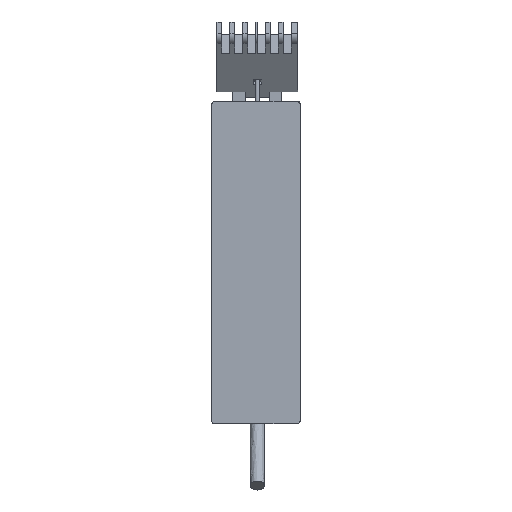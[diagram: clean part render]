
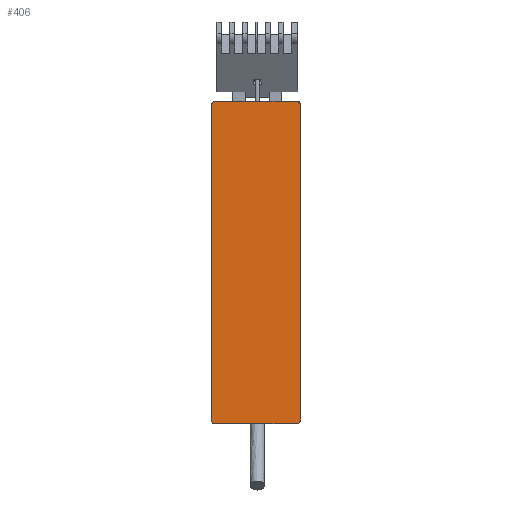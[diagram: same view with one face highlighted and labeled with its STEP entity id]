
A CAD part, front view. The second image highlights one B-rep face of the part: STEP entity #406.
In plain terms, the highlighted free-form (B-spline) face has degree [1, 1] with [2, 2] control points.
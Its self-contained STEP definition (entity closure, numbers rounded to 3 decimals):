
#166 = VERTEX_POINT('',#167);
#167 = CARTESIAN_POINT('',(-252.312,-441.324,
    318.594));
#174 = EDGE_CURVE('',#166,#175,#177,.T.);
#175 = VERTEX_POINT('',#176);
#176 = CARTESIAN_POINT('',(-260.923,-441.293,
    309.983));
#177 = B_SPLINE_CURVE_WITH_KNOTS('',3,(#178,#179,#180,#181,#182,#183,
    #184,#185,#186,#187,#188,#189,#190,#191,#192,#193,#194,#195),
  .UNSPECIFIED.,.F.,.F.,(4,2,2,2,2,2,2,2,4),(0.,0.196,
    0.393,0.589,0.785,0.982,
    1.178,1.374,1.571),.UNSPECIFIED.);
#178 = CARTESIAN_POINT('',(-252.312,-441.324,
    318.594));
#179 = CARTESIAN_POINT('',(-252.877,-441.322,
    318.594));
#180 = CARTESIAN_POINT('',(-253.437,-441.32,
    318.538));
#181 = CARTESIAN_POINT('',(-254.546,-441.316,
    318.318));
#182 = CARTESIAN_POINT('',(-255.085,-441.314,
    318.154));
#183 = CARTESIAN_POINT('',(-256.129,-441.31,
    317.722));
#184 = CARTESIAN_POINT('',(-256.626,-441.308,
    317.456));
#185 = CARTESIAN_POINT('',(-257.566,-441.305,
    316.828));
#186 = CARTESIAN_POINT('',(-258.001,-441.303,
    316.471));
#187 = CARTESIAN_POINT('',(-258.8,-441.3,
    315.672));
#188 = CARTESIAN_POINT('',(-259.157,-441.299,
    315.237));
#189 = CARTESIAN_POINT('',(-259.786,-441.297,
    314.297));
#190 = CARTESIAN_POINT('',(-260.051,-441.296,
    313.8));
#191 = CARTESIAN_POINT('',(-260.483,-441.294,
    312.756));
#192 = CARTESIAN_POINT('',(-260.647,-441.294,
    312.217));
#193 = CARTESIAN_POINT('',(-260.867,-441.293,
    311.108));
#194 = CARTESIAN_POINT('',(-260.923,-441.293,
    310.548));
#195 = CARTESIAN_POINT('',(-260.923,-441.293,
    309.983));
#299 = VERTEX_POINT('',#300);
#300 = CARTESIAN_POINT('',(-260.923,-441.293,
    -361.647));
#305 = EDGE_CURVE('',#299,#175,#306,.T.);
#306 = B_SPLINE_CURVE_WITH_KNOTS('',1,(#307,#308),.UNSPECIFIED.,.F.,.F.,
  (2,2),(0.,1.),.PIECEWISE_BEZIER_KNOTS.);
#307 = CARTESIAN_POINT('',(-260.923,-441.293,
    -361.647));
#308 = CARTESIAN_POINT('',(-260.923,-441.293,
    309.983));
#406 = ADVANCED_FACE('',(#407),#499,.T.);
#407 = FACE_BOUND('',#408,.T.);
#408 = EDGE_LOOP('',(#409,#410,#433,#440,#463,#470,#493,#498));
#409 = ORIENTED_EDGE('',*,*,#305,.F.);
#410 = ORIENTED_EDGE('',*,*,#411,.T.);
#411 = EDGE_CURVE('',#299,#412,#414,.T.);
#412 = VERTEX_POINT('',#413);
#413 = CARTESIAN_POINT('',(-252.312,-441.324,
    -370.257));
#414 = B_SPLINE_CURVE_WITH_KNOTS('',3,(#415,#416,#417,#418,#419,#420,
    #421,#422,#423,#424,#425,#426,#427,#428,#429,#430,#431,#432),
  .UNSPECIFIED.,.F.,.F.,(4,2,2,2,2,2,2,2,4),(0.,0.196,
    0.393,0.589,0.785,0.982,
    1.178,1.374,1.571),.UNSPECIFIED.);
#415 = CARTESIAN_POINT('',(-260.923,-441.293,
    -361.647));
#416 = CARTESIAN_POINT('',(-260.923,-441.293,
    -362.212));
#417 = CARTESIAN_POINT('',(-260.867,-441.293,
    -362.772));
#418 = CARTESIAN_POINT('',(-260.647,-441.294,
    -363.881));
#419 = CARTESIAN_POINT('',(-260.483,-441.294,
    -364.42));
#420 = CARTESIAN_POINT('',(-260.051,-441.296,
    -365.464));
#421 = CARTESIAN_POINT('',(-259.786,-441.297,
    -365.96));
#422 = CARTESIAN_POINT('',(-259.157,-441.299,
    -366.901));
#423 = CARTESIAN_POINT('',(-258.8,-441.3,
    -367.336));
#424 = CARTESIAN_POINT('',(-258.001,-441.303,-368.135
    ));
#425 = CARTESIAN_POINT('',(-257.566,-441.305,
    -368.492));
#426 = CARTESIAN_POINT('',(-256.626,-441.308,
    -369.12));
#427 = CARTESIAN_POINT('',(-256.129,-441.31,
    -369.386));
#428 = CARTESIAN_POINT('',(-255.085,-441.314,
    -369.818));
#429 = CARTESIAN_POINT('',(-254.546,-441.316,
    -369.982));
#430 = CARTESIAN_POINT('',(-253.437,-441.32,
    -370.202));
#431 = CARTESIAN_POINT('',(-252.877,-441.322,
    -370.257));
#432 = CARTESIAN_POINT('',(-252.312,-441.324,
    -370.257));
#433 = ORIENTED_EDGE('',*,*,#434,.T.);
#434 = EDGE_CURVE('',#412,#435,#437,.T.);
#435 = VERTEX_POINT('',#436);
#436 = CARTESIAN_POINT('',(-80.1,-441.953,
    -370.257));
#437 = B_SPLINE_CURVE_WITH_KNOTS('',1,(#438,#439),.UNSPECIFIED.,.F.,.F.,
  (2,2),(0.,1.),.PIECEWISE_BEZIER_KNOTS.);
#438 = CARTESIAN_POINT('',(-252.312,-441.324,
    -370.257));
#439 = CARTESIAN_POINT('',(-80.1,-441.953,
    -370.257));
#440 = ORIENTED_EDGE('',*,*,#441,.T.);
#441 = EDGE_CURVE('',#435,#442,#444,.T.);
#442 = VERTEX_POINT('',#443);
#443 = CARTESIAN_POINT('',(-71.49,-441.985,
    -361.647));
#444 = B_SPLINE_CURVE_WITH_KNOTS('',3,(#445,#446,#447,#448,#449,#450,
    #451,#452,#453,#454,#455,#456,#457,#458,#459,#460,#461,#462),
  .UNSPECIFIED.,.F.,.F.,(4,2,2,2,2,2,2,2,4),(0.,0.196,
    0.393,0.589,0.785,0.982,
    1.178,1.374,1.571),.UNSPECIFIED.);
#445 = CARTESIAN_POINT('',(-80.1,-441.953,
    -370.257));
#446 = CARTESIAN_POINT('',(-79.535,-441.955,
    -370.257));
#447 = CARTESIAN_POINT('',(-78.975,-441.957,
    -370.202));
#448 = CARTESIAN_POINT('',(-77.866,-441.962,
    -369.982));
#449 = CARTESIAN_POINT('',(-77.328,-441.963,
    -369.818));
#450 = CARTESIAN_POINT('',(-76.283,-441.967,
    -369.386));
#451 = CARTESIAN_POINT('',(-75.787,-441.969,
    -369.12));
#452 = CARTESIAN_POINT('',(-74.847,-441.973,
    -368.492));
#453 = CARTESIAN_POINT('',(-74.412,-441.974,
    -368.135));
#454 = CARTESIAN_POINT('',(-73.612,-441.977,
    -367.336));
#455 = CARTESIAN_POINT('',(-73.255,-441.978,
    -366.901));
#456 = CARTESIAN_POINT('',(-72.627,-441.981,
    -365.96));
#457 = CARTESIAN_POINT('',(-72.362,-441.982,
    -365.464));
#458 = CARTESIAN_POINT('',(-71.929,-441.983,
    -364.42));
#459 = CARTESIAN_POINT('',(-71.766,-441.984,
    -363.881));
#460 = CARTESIAN_POINT('',(-71.545,-441.985,
    -362.772));
#461 = CARTESIAN_POINT('',(-71.49,-441.985,
    -362.212));
#462 = CARTESIAN_POINT('',(-71.49,-441.985,
    -361.647));
#463 = ORIENTED_EDGE('',*,*,#464,.T.);
#464 = EDGE_CURVE('',#442,#465,#467,.T.);
#465 = VERTEX_POINT('',#466);
#466 = CARTESIAN_POINT('',(-71.49,-441.985,
    309.983));
#467 = B_SPLINE_CURVE_WITH_KNOTS('',1,(#468,#469),.UNSPECIFIED.,.F.,.F.,
  (2,2),(0.,1.),.PIECEWISE_BEZIER_KNOTS.);
#468 = CARTESIAN_POINT('',(-71.49,-441.985,
    -361.647));
#469 = CARTESIAN_POINT('',(-71.49,-441.985,
    309.983));
#470 = ORIENTED_EDGE('',*,*,#471,.T.);
#471 = EDGE_CURVE('',#465,#472,#474,.T.);
#472 = VERTEX_POINT('',#473);
#473 = CARTESIAN_POINT('',(-80.1,-441.953,
    318.594));
#474 = B_SPLINE_CURVE_WITH_KNOTS('',3,(#475,#476,#477,#478,#479,#480,
    #481,#482,#483,#484,#485,#486,#487,#488,#489,#490,#491,#492),
  .UNSPECIFIED.,.F.,.F.,(4,2,2,2,2,2,2,2,4),(0.,0.196,
    0.393,0.589,0.785,0.982,
    1.178,1.374,1.571),.UNSPECIFIED.);
#475 = CARTESIAN_POINT('',(-71.49,-441.985,
    309.983));
#476 = CARTESIAN_POINT('',(-71.49,-441.985,
    310.548));
#477 = CARTESIAN_POINT('',(-71.545,-441.985,
    311.108));
#478 = CARTESIAN_POINT('',(-71.766,-441.984,
    312.217));
#479 = CARTESIAN_POINT('',(-71.929,-441.983,
    312.756));
#480 = CARTESIAN_POINT('',(-72.362,-441.982,
    313.8));
#481 = CARTESIAN_POINT('',(-72.627,-441.981,
    314.297));
#482 = CARTESIAN_POINT('',(-73.255,-441.978,
    315.237));
#483 = CARTESIAN_POINT('',(-73.612,-441.977,
    315.672));
#484 = CARTESIAN_POINT('',(-74.412,-441.974,
    316.471));
#485 = CARTESIAN_POINT('',(-74.847,-441.973,
    316.828));
#486 = CARTESIAN_POINT('',(-75.787,-441.969,
    317.456));
#487 = CARTESIAN_POINT('',(-76.283,-441.967,
    317.722));
#488 = CARTESIAN_POINT('',(-77.328,-441.963,
    318.154));
#489 = CARTESIAN_POINT('',(-77.866,-441.962,
    318.318));
#490 = CARTESIAN_POINT('',(-78.975,-441.957,
    318.538));
#491 = CARTESIAN_POINT('',(-79.535,-441.955,
    318.594));
#492 = CARTESIAN_POINT('',(-80.1,-441.953,
    318.594));
#493 = ORIENTED_EDGE('',*,*,#494,.T.);
#494 = EDGE_CURVE('',#472,#166,#495,.T.);
#495 = B_SPLINE_CURVE_WITH_KNOTS('',1,(#496,#497),.UNSPECIFIED.,.F.,.F.,
  (2,2),(0.,1.),.PIECEWISE_BEZIER_KNOTS.);
#496 = CARTESIAN_POINT('',(-80.1,-441.953,
    318.594));
#497 = CARTESIAN_POINT('',(-252.312,-441.324,
    318.594));
#498 = ORIENTED_EDGE('',*,*,#174,.T.);
#499 = B_SPLINE_SURFACE_WITH_KNOTS('',1,1,(
    (#500,#501)
    ,(#502,#503)),.UNSPECIFIED.,.F.,.F.,.F.,(2,2),(2,2),(0.,1.),(0.,1.),
  .PIECEWISE_BEZIER_KNOTS.);
#500 = CARTESIAN_POINT('',(-260.923,-441.293,
    -370.257));
#501 = CARTESIAN_POINT('',(-260.923,-441.293,
    318.594));
#502 = CARTESIAN_POINT('',(-71.49,-441.985,
    -370.257));
#503 = CARTESIAN_POINT('',(-71.49,-441.985,
    318.594));
